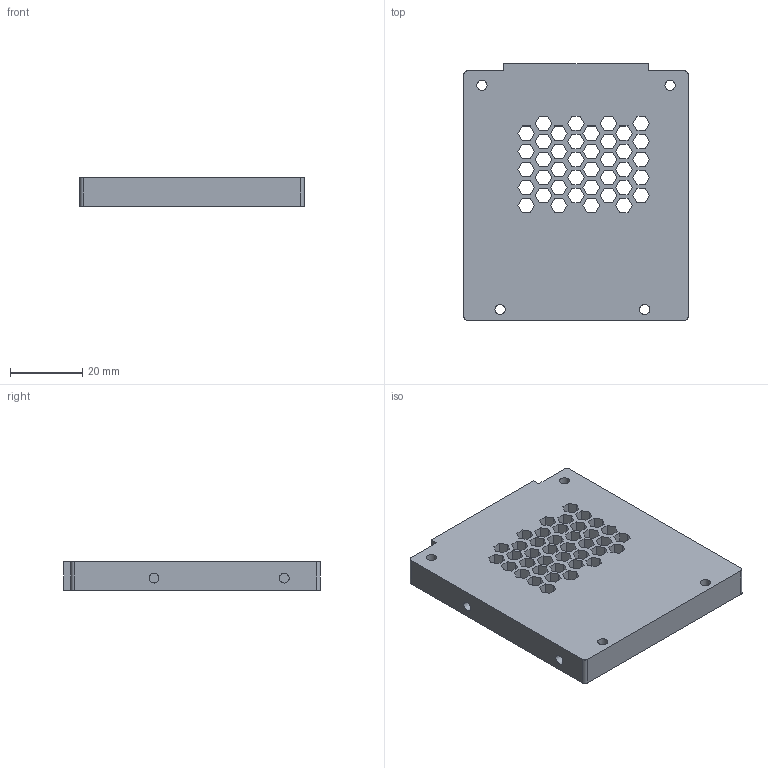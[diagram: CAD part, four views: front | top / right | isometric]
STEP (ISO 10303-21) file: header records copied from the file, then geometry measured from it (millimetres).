
FILE_DESCRIPTION(/* description */ (''),/* implementation_level */ '2;1');
FILE_NAME(/* name */ 'TopPlate.step',/* time_stamp */ '2026-02-07T02:31:56-08:00',/* author */ (''),/* organization */ (''),/* preprocessor_version */ 'ST-DEVELOPER v20.1',/* originating_system */ 'Autodesk Translation Framework v14.24.0.0',/* authorisation */ '');
FILE_SCHEMA (('AUTOMOTIVE_DESIGN { 1 0 10303 214 3 1 1 }'));
Length unit declared in the file: millimetre
Products named in the file (1): TopPlate
Bounding box: 62 x 71 x 8 mm (x, y, z)
Volume: 22532.2 mm3; surface area: 14634 mm2
Topology: 1 solids, 1 shells, 281 faces, 831 edges, 553 vertices
Faces by surface type: plane 264, cylinder 17
Full cylindrical faces by diameter (mm): 2.7 x4, 2.8 x4
Entity records: 9434 total; most frequent: CARTESIAN_POINT 1675, ORIENTED_EDGE 1662, DIRECTION 1427, EDGE_CURVE 831, LINE 797, VECTOR 797, VERTEX_POINT 553, EDGE_LOOP 372
